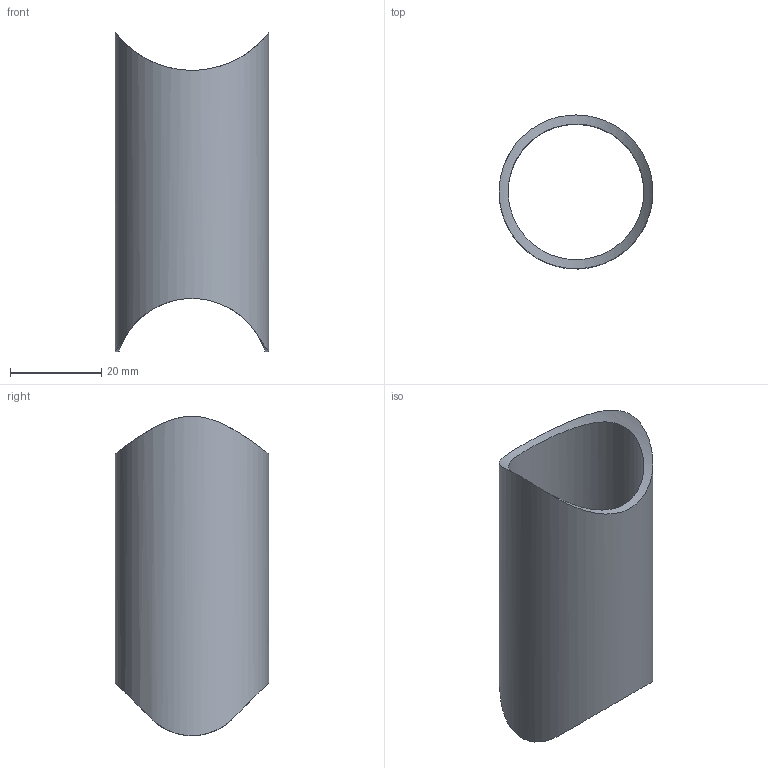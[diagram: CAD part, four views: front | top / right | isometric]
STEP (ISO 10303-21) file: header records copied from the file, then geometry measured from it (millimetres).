
FILE_DESCRIPTION (( 'STEP AP203' ), '1' );
FILE_NAME ('50451-240.step', '2022-07-13T08:36:17', ( '' ), ( '' ), 'SwSTEP 2.0', 'SolidWorks 2018', '' );
FILE_SCHEMA (( 'CONFIG_CONTROL_DESIGN' ));
Length unit declared in the file: millimetre
Products named in the file (1): 50451-240
Bounding box: 33.7 x 33.7 x 70 mm (x, y, z)
Volume: 11603.5 mm3; surface area: 12144.7 mm2
Topology: 1 solids, 1 shells, 269 faces, 726 edges, 484 vertices
Faces by surface type: plane 130, bspline 108, cylinder 31
Full cylindrical faces by diameter (mm): 29.7 x1, 33.7 x1
Entity records: 13098 total; most frequent: CARTESIAN_POINT 6984, ORIENTED_EDGE 1446, DIRECTION 914, EDGE_CURVE 723, VERTEX_POINT 483, LINE 358, VECTOR 358, EDGE_LOOP 298
